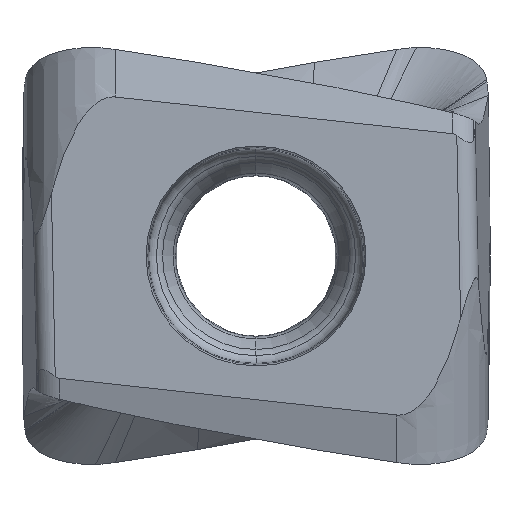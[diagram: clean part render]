
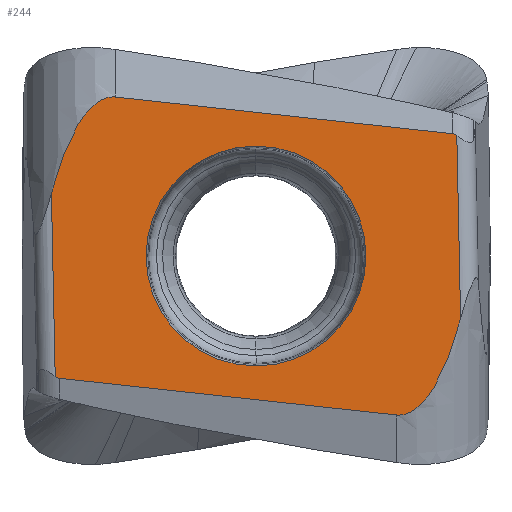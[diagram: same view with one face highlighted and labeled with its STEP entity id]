
A CAD part, front view. The second image highlights one B-rep face of the part: STEP entity #244.
In plain terms, the highlighted planar face has unit normal (0, -1, 0).
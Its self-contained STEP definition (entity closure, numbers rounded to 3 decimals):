
#63=FACE_BOUND('',#520,.T.);
#64=FACE_BOUND('',#521,.T.);
#244=ADVANCED_FACE('',(#63,#64),#297,.T.);
#297=PLANE('',#2546);
#520=EDGE_LOOP('',(#1316,#1317,#1318,#1319,#1320,#1321,#1322,#1323));
#521=EDGE_LOOP('',(#1324,#1325,#1326,#1327));
#558=LINE('',#3506,#672);
#610=LINE('',#5824,#728);
#628=LINE('',#6231,#750);
#658=LINE('',#8297,#780);
#672=VECTOR('',#2662,1.);
#728=VECTOR('',#2762,1.);
#750=VECTOR('',#2820,1.);
#780=VECTOR('',#2862,1.);
#1316=ORIENTED_EDGE('',*,*,#1812,.F.);
#1317=ORIENTED_EDGE('',*,*,#1746,.T.);
#1318=ORIENTED_EDGE('',*,*,#1754,.F.);
#1319=ORIENTED_EDGE('',*,*,#1996,.F.);
#1320=ORIENTED_EDGE('',*,*,#1913,.F.);
#1321=ORIENTED_EDGE('',*,*,#1917,.T.);
#1322=ORIENTED_EDGE('',*,*,#1867,.F.);
#1323=ORIENTED_EDGE('',*,*,#1865,.F.);
#1324=ORIENTED_EDGE('',*,*,#1997,.T.);
#1325=ORIENTED_EDGE('',*,*,#1998,.T.);
#1326=ORIENTED_EDGE('',*,*,#1999,.T.);
#1327=ORIENTED_EDGE('',*,*,#2000,.T.);
#1519=VERTEX_POINT('',#3507);
#1520=VERTEX_POINT('',#3508);
#1526=VERTEX_POINT('',#3615);
#1572=VERTEX_POINT('',#4097);
#1593=VERTEX_POINT('',#5825);
#1594=VERTEX_POINT('',#5869);
#1627=VERTEX_POINT('',#6199);
#1628=VERTEX_POINT('',#6200);
#1675=VERTEX_POINT('',#8299);
#1676=VERTEX_POINT('',#8300);
#1677=VERTEX_POINT('',#8302);
#1678=VERTEX_POINT('',#8304);
#1746=EDGE_CURVE('',#1519,#1520,#558,.T.);
#1754=EDGE_CURVE('',#1526,#1520,#2126,.T.);
#1812=EDGE_CURVE('',#1519,#1572,#2159,.T.);
#1865=EDGE_CURVE('',#1572,#1593,#610,.T.);
#1867=EDGE_CURVE('',#1593,#1594,#2185,.T.);
#1913=EDGE_CURVE('',#1627,#1628,#2211,.T.);
#1917=EDGE_CURVE('',#1627,#1594,#628,.T.);
#1996=EDGE_CURVE('',#1628,#1526,#658,.T.);
#1997=EDGE_CURVE('',#1675,#1676,#2345,.T.);
#1998=EDGE_CURVE('',#1676,#1677,#2346,.T.);
#1999=EDGE_CURVE('',#1677,#1678,#2347,.T.);
#2000=EDGE_CURVE('',#1678,#1675,#2348,.T.);
#2126=B_SPLINE_CURVE_WITH_KNOTS('',3,(#3616,#3617,#3618,#3619,#3620,#3621,
#3622,#3623),.UNSPECIFIED.,.F.,.F.,(4,2,2,4),(0.,0.5,0.75,1.),
 .UNSPECIFIED.);
#2159=B_SPLINE_CURVE_WITH_KNOTS('',3,(#4091,#4092,#4093,#4094,#4095,#4096),
 .UNSPECIFIED.,.F.,.F.,(4,1,1,4),(0.,0.333,0.667,1.),
 .UNSPECIFIED.);
#2185=B_SPLINE_CURVE_WITH_KNOTS('',3,(#5861,#5862,#5863,#5864,#5865,#5866,
#5867,#5868),.UNSPECIFIED.,.F.,.F.,(4,2,2,4),(0.,0.5,0.75,1.),
 .UNSPECIFIED.);
#2211=B_SPLINE_CURVE_WITH_KNOTS('',3,(#6193,#6194,#6195,#6196,#6197,#6198),
 .UNSPECIFIED.,.F.,.F.,(4,1,1,4),(0.,0.333,0.667,1.),
 .UNSPECIFIED.);
#2345=CIRCLE('',#2542,2.058);
#2346=CIRCLE('',#2543,2.058);
#2347=CIRCLE('',#2544,2.058);
#2348=CIRCLE('',#2545,2.058);
#2542=AXIS2_PLACEMENT_3D('',#8298,#2863,#2864);
#2543=AXIS2_PLACEMENT_3D('',#8301,#2865,#2866);
#2544=AXIS2_PLACEMENT_3D('',#8303,#2867,#2868);
#2545=AXIS2_PLACEMENT_3D('',#8305,#2869,#2870);
#2546=AXIS2_PLACEMENT_3D('',#8306,#2871,#2872);
#2662=DIRECTION('',(-0.994,0.,0.108));
#2762=DIRECTION('',(0.021,0.,-1.));
#2820=DIRECTION('',(0.994,0.,-0.108));
#2862=DIRECTION('',(-0.021,0.,1.));
#2863=DIRECTION('',(0.,1.,0.));
#2864=DIRECTION('',(-0.008,0.,-1.));
#2865=DIRECTION('',(0.,1.,0.));
#2866=DIRECTION('',(0.,0.,1.));
#2867=DIRECTION('',(0.,1.,0.));
#2868=DIRECTION('',(0.008,0.,1.));
#2869=DIRECTION('',(0.,1.,0.));
#2870=DIRECTION('',(0.,0.,-1.));
#2871=DIRECTION('',(0.,-1.,0.));
#2872=DIRECTION('',(1.,0.,0.021));
#3506=CARTESIAN_POINT('',(3.675,0.,2.29));
#3507=CARTESIAN_POINT('',(3.675,0.,2.29));
#3508=CARTESIAN_POINT('',(-2.634,0.,2.976));
#3615=CARTESIAN_POINT('',(-3.83,0.,1.178));
#3616=CARTESIAN_POINT('',(-3.83,0.,1.178));
#3617=CARTESIAN_POINT('',(-3.731,0.,1.546));
#3618=CARTESIAN_POINT('',(-3.614,0.,1.907));
#3619=CARTESIAN_POINT('',(-3.362,0.,2.417));
#3620=CARTESIAN_POINT('',(-3.265,0.,2.585));
#3621=CARTESIAN_POINT('',(-3.006,0.,2.873));
#3622=CARTESIAN_POINT('',(-2.829,0.,2.997));
#3623=CARTESIAN_POINT('',(-2.634,0.,2.976));
#4091=CARTESIAN_POINT('',(3.675,0.,2.29));
#4092=CARTESIAN_POINT('',(3.684,0.,2.289));
#4093=CARTESIAN_POINT('',(3.702,0.,2.285));
#4094=CARTESIAN_POINT('',(3.731,0.,2.272));
#4095=CARTESIAN_POINT('',(3.75,0.,2.26));
#4096=CARTESIAN_POINT('',(3.759,0.,2.253));
#4097=CARTESIAN_POINT('',(3.759,0.,2.253));
#5824=CARTESIAN_POINT('',(3.759,0.,2.253));
#5825=CARTESIAN_POINT('',(3.83,0.,-1.178));
#5861=CARTESIAN_POINT('',(3.83,0.,-1.178));
#5862=CARTESIAN_POINT('',(3.731,0.,-1.546));
#5863=CARTESIAN_POINT('',(3.614,0.,-1.907));
#5864=CARTESIAN_POINT('',(3.362,0.,-2.417));
#5865=CARTESIAN_POINT('',(3.265,0.,-2.585));
#5866=CARTESIAN_POINT('',(3.006,0.,-2.873));
#5867=CARTESIAN_POINT('',(2.829,0.,-2.997));
#5868=CARTESIAN_POINT('',(2.634,0.,-2.976));
#5869=CARTESIAN_POINT('',(2.634,0.,-2.976));
#6193=CARTESIAN_POINT('',(-3.675,0.,-2.29));
#6194=CARTESIAN_POINT('',(-3.684,0.,-2.289));
#6195=CARTESIAN_POINT('',(-3.702,0.,-2.285));
#6196=CARTESIAN_POINT('',(-3.731,0.,-2.272));
#6197=CARTESIAN_POINT('',(-3.75,0.,-2.26));
#6198=CARTESIAN_POINT('',(-3.759,0.,-2.253));
#6199=CARTESIAN_POINT('',(-3.675,0.,-2.29));
#6200=CARTESIAN_POINT('',(-3.759,0.,-2.253));
#6231=CARTESIAN_POINT('',(-3.675,0.,-2.29));
#8297=CARTESIAN_POINT('',(-3.759,0.,-2.253));
#8298=CARTESIAN_POINT('',(0.,0.,0.));
#8299=CARTESIAN_POINT('',(-0.016,0.,-2.058));
#8300=CARTESIAN_POINT('',(0.,0.,2.058));
#8301=CARTESIAN_POINT('',(0.,0.,0.));
#8302=CARTESIAN_POINT('',(0.016,0.,2.058));
#8303=CARTESIAN_POINT('',(0.,0.,0.));
#8304=CARTESIAN_POINT('',(0.,0.,-2.058));
#8305=CARTESIAN_POINT('',(0.,0.,0.));
#8306=CARTESIAN_POINT('',(-3.659,0.,-7.077));
